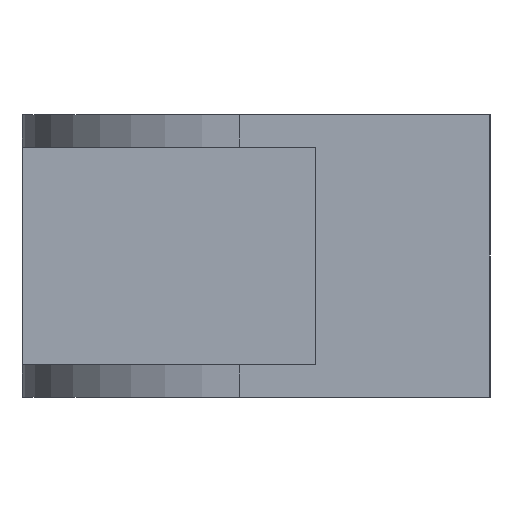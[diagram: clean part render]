
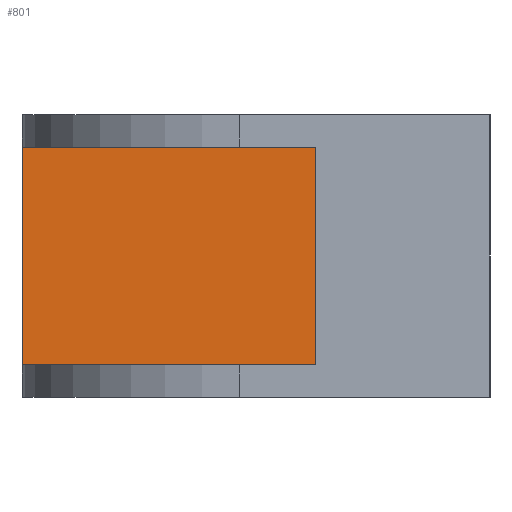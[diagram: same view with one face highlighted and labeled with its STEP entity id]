
A CAD part, left-side view. The second image highlights one B-rep face of the part: STEP entity #801.
In plain terms, the highlighted planar face has unit normal (-1, 0, 0).
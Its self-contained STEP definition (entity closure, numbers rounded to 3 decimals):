
#35 = DIRECTION ( 'NONE',  ( 0., 0., -1. ) ) ;
#36 = CARTESIAN_POINT ( 'NONE',  ( -55.5, 16., -10. ) ) ;
#54 = CARTESIAN_POINT ( 'NONE',  ( -55.5, 16., -10. ) ) ;
#75 = ORIENTED_EDGE ( 'NONE', *, *, #926, .T. ) ;
#97 = CARTESIAN_POINT ( 'NONE',  ( -55.5, 16., -10. ) ) ;
#102 = DIRECTION ( 'NONE',  ( 0., 1., 0. ) ) ;
#104 = PLANE ( 'NONE',  #693 ) ;
#124 = CARTESIAN_POINT ( 'NONE',  ( -55.5, 43., 10. ) ) ;
#184 = DIRECTION ( 'NONE',  ( 1., 0., 0. ) ) ;
#220 = VERTEX_POINT ( 'NONE', #441 ) ;
#239 = VERTEX_POINT ( 'NONE', #36 ) ;
#244 = VERTEX_POINT ( 'NONE', #124 ) ;
#280 = ORIENTED_EDGE ( 'NONE', *, *, #510, .F. ) ;
#332 = LINE ( 'NONE', #97, #823 ) ;
#365 = EDGE_CURVE ( 'NONE', #239, #220, #882, .T. ) ;
#406 = EDGE_CURVE ( 'NONE', #244, #819, #1058, .T. ) ;
#441 = CARTESIAN_POINT ( 'NONE',  ( -55.5, 16., 10. ) ) ;
#462 = VECTOR ( 'NONE', #572, 1000. ) ;
#510 = EDGE_CURVE ( 'NONE', #239, #819, #332, .T. ) ;
#515 = VECTOR ( 'NONE', #886, 1000. ) ;
#558 = LINE ( 'NONE', #959, #515 ) ;
#572 = DIRECTION ( 'NONE',  ( 0., 0., 1. ) ) ;
#598 = ORIENTED_EDGE ( 'NONE', *, *, #406, .T. ) ;
#654 = DIRECTION ( 'NONE',  ( 0., 0., -1. ) ) ;
#693 = AXIS2_PLACEMENT_3D ( 'NONE', #765, #184, #35 ) ;
#765 = CARTESIAN_POINT ( 'NONE',  ( -55.5, 16., -10. ) ) ;
#774 = VECTOR ( 'NONE', #654, 1000. ) ;
#801 = ADVANCED_FACE ( 'PLANAR_15', ( #844 ), #104, .F. ) ;
#819 = VERTEX_POINT ( 'NONE', #999 ) ;
#823 = VECTOR ( 'NONE', #102, 1000. ) ;
#844 = FACE_OUTER_BOUND ( 'NONE', #904, .T. ) ;
#872 = ORIENTED_EDGE ( 'NONE', *, *, #365, .T. ) ;
#882 = LINE ( 'NONE', #54, #462 ) ;
#886 = DIRECTION ( 'NONE',  ( 0., 1., 0. ) ) ;
#904 = EDGE_LOOP ( 'NONE', ( #280, #872, #75, #598 ) ) ;
#926 = EDGE_CURVE ( 'NONE', #220, #244, #558, .T. ) ;
#959 = CARTESIAN_POINT ( 'NONE',  ( -55.5, 16., 10. ) ) ;
#960 = CARTESIAN_POINT ( 'NONE',  ( -55.5, 43., 13. ) ) ;
#999 = CARTESIAN_POINT ( 'NONE',  ( -55.5, 43., -10. ) ) ;
#1058 = LINE ( 'NONE', #960, #774 ) ;
